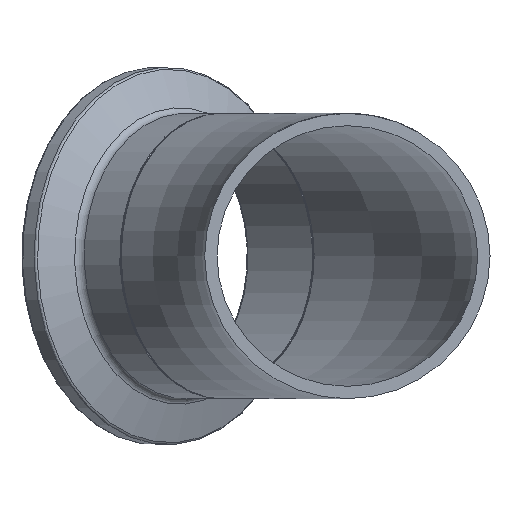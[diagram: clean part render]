
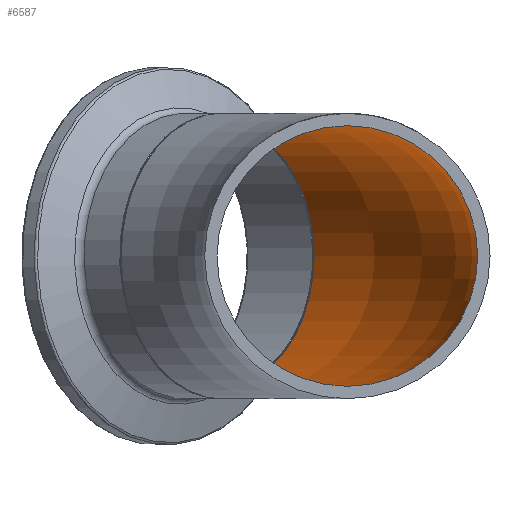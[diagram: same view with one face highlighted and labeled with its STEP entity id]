
A CAD part, front view. The second image highlights one B-rep face of the part: STEP entity #6587.
In plain terms, the highlighted toroidal (fillet/blend) face has major radius 57.15 mm and minor radius 17.399 mm.
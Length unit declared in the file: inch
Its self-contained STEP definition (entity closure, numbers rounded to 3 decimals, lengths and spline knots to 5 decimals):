
#25=TOROIDAL_SURFACE('',#7011,2.25,0.685);
#134=FACE_BOUND('',#1241,.T.);
#816=FACE_OUTER_BOUND('',#1240,.T.);
#1240=EDGE_LOOP('',(#6120));
#1241=EDGE_LOOP('',(#6121));
#1404=CIRCLE('',#7003,0.685);
#1407=CIRCLE('',#7008,0.685);
#3234=VERTEX_POINT('',#14431);
#3237=VERTEX_POINT('',#14439);
#4196=EDGE_CURVE('',#3234,#3234,#1404,.T.);
#4199=EDGE_CURVE('',#3237,#3237,#1407,.T.);
#6120=ORIENTED_EDGE('',*,*,#4199,.F.);
#6121=ORIENTED_EDGE('',*,*,#4196,.F.);
#6587=ADVANCED_FACE('',(#816,#134),#25,.F.);
#7003=AXIS2_PLACEMENT_3D('',#14432,#8267,#8268);
#7008=AXIS2_PLACEMENT_3D('',#14440,#8277,#8278);
#7011=AXIS2_PLACEMENT_3D('',#14443,#8283,#8284);
#8267=DIRECTION('center_axis',(0.707,-0.707,0.));
#8268=DIRECTION('ref_axis',(0.707,0.707,0.));
#8277=DIRECTION('center_axis',(0.,1.,0.));
#8278=DIRECTION('ref_axis',(1.,0.,0.));
#8283=DIRECTION('center_axis',(0.,0.,
-1.));
#8284=DIRECTION('ref_axis',(-0.707,0.707,0.));
#14431=CARTESIAN_POINT('',(-0.17464,3.64337,0.));
#14432=CARTESIAN_POINT('Origin',(-0.65901,3.15901,0.));
#14439=CARTESIAN_POINT('',(0.,1.56801,-0.685));
#14440=CARTESIAN_POINT('Origin',(0.,1.56801,0.));
#14443=CARTESIAN_POINT('Origin',(-2.25,1.56801,0.));
